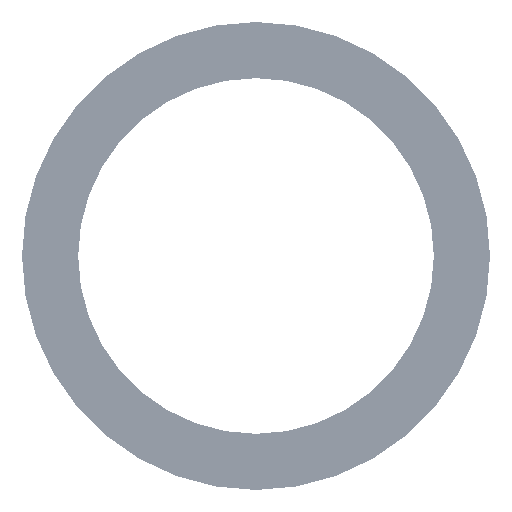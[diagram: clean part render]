
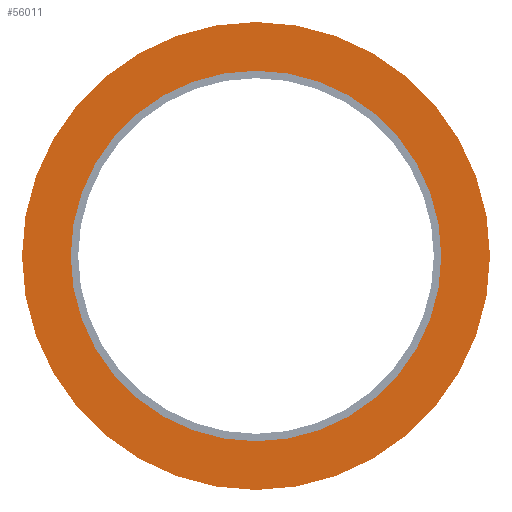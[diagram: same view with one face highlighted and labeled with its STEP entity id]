
A CAD part, left-side view. The second image highlights one B-rep face of the part: STEP entity #56011.
In plain terms, the highlighted planar face has unit normal (-1, 0, 0).
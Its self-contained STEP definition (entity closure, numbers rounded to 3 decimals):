
#638 = ORIENTED_EDGE ( 'NONE', *, *, #38141, .T. ) ;
#4226 = CARTESIAN_POINT ( 'NONE',  ( 0.9, 0., -9.9 ) ) ;
#5368 = EDGE_LOOP ( 'NONE', ( #41741, #83235 ) ) ;
#11295 = EDGE_CURVE ( 'NONE', #41487, #100407, #82349, .T. ) ;
#12049 = EDGE_CURVE ( 'NONE', #100407, #41487, #75169, .T. ) ;
#19937 = DIRECTION ( 'NONE',  ( 0., 0., -1. ) ) ;
#20694 = FACE_BOUND ( 'NONE', #5368, .T. ) ;
#21272 = CARTESIAN_POINT ( 'NONE',  ( 0.9, 0., 0. ) ) ;
#23054 = CIRCLE ( 'NONE', #72308, 12.5 ) ;
#23530 = FACE_OUTER_BOUND ( 'NONE', #109349, .T. ) ;
#23862 = VERTEX_POINT ( 'NONE', #47928 ) ;
#25534 = DIRECTION ( 'NONE',  ( -1., 0., 0. ) ) ;
#30281 = DIRECTION ( 'NONE',  ( 0., 0., 1. ) ) ;
#37558 = PLANE ( 'NONE',  #78702 ) ;
#38141 = EDGE_CURVE ( 'NONE', #23862, #66234, #23054, .T. ) ;
#41261 = CARTESIAN_POINT ( 'NONE',  ( 0.9, 0., 0. ) ) ;
#41487 = VERTEX_POINT ( 'NONE', #56344 ) ;
#41741 = ORIENTED_EDGE ( 'NONE', *, *, #11295, .F. ) ;
#47928 = CARTESIAN_POINT ( 'NONE',  ( 0.9, 0., 12.5 ) ) ;
#50326 = DIRECTION ( 'NONE',  ( 0., 0., 1. ) ) ;
#52036 = DIRECTION ( 'NONE',  ( -1., 0., 0. ) ) ;
#56011 = ADVANCED_FACE ( 'NONE', ( #20694, #23530 ), #37558, .F. ) ;
#56344 = CARTESIAN_POINT ( 'NONE',  ( 0.9, 0., 9.9 ) ) ;
#57495 = AXIS2_PLACEMENT_3D ( 'NONE', #79192, #25534, #88178 ) ;
#66234 = VERTEX_POINT ( 'NONE', #111995 ) ;
#68772 = CIRCLE ( 'NONE', #57495, 12.5 ) ;
#72308 = AXIS2_PLACEMENT_3D ( 'NONE', #41261, #103967, #50326 ) ;
#73591 = DIRECTION ( 'NONE',  ( 1., 0., 0. ) ) ;
#75169 = CIRCLE ( 'NONE', #92739, 9.9 ) ;
#77673 = AXIS2_PLACEMENT_3D ( 'NONE', #105703, #52036, #114774 ) ;
#78702 = AXIS2_PLACEMENT_3D ( 'NONE', #109300, #73591, #19937 ) ;
#79192 = CARTESIAN_POINT ( 'NONE',  ( 0.9, 0., 0. ) ) ;
#82349 = CIRCLE ( 'NONE', #77673, 9.9 ) ;
#82510 = ORIENTED_EDGE ( 'NONE', *, *, #83093, .T. ) ;
#83093 = EDGE_CURVE ( 'NONE', #66234, #23862, #68772, .T. ) ;
#83235 = ORIENTED_EDGE ( 'NONE', *, *, #12049, .F. ) ;
#83922 = DIRECTION ( 'NONE',  ( -1., 0., 0. ) ) ;
#88178 = DIRECTION ( 'NONE',  ( 0., 0., 1. ) ) ;
#92739 = AXIS2_PLACEMENT_3D ( 'NONE', #21272, #83922, #30281 ) ;
#100407 = VERTEX_POINT ( 'NONE', #4226 ) ;
#103967 = DIRECTION ( 'NONE',  ( -1., 0., 0. ) ) ;
#105703 = CARTESIAN_POINT ( 'NONE',  ( 0.9, 0., 0. ) ) ;
#109300 = CARTESIAN_POINT ( 'NONE',  ( 0.9, 9.9, 0. ) ) ;
#109349 = EDGE_LOOP ( 'NONE', ( #638, #82510 ) ) ;
#111995 = CARTESIAN_POINT ( 'NONE',  ( 0.9, 0., -12.5 ) ) ;
#114774 = DIRECTION ( 'NONE',  ( 0., 0., 1. ) ) ;
